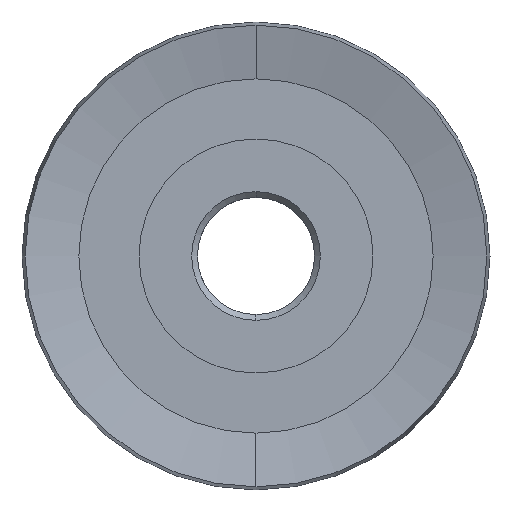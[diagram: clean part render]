
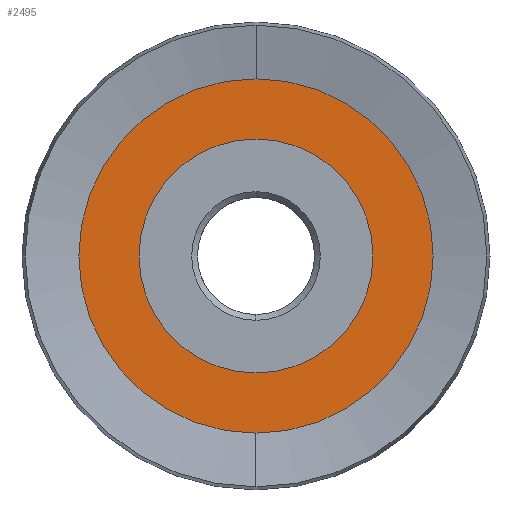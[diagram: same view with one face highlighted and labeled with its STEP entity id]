
A CAD part, left-side view. The second image highlights one B-rep face of the part: STEP entity #2495.
In plain terms, the highlighted planar face has unit normal (-1, 0, 0).
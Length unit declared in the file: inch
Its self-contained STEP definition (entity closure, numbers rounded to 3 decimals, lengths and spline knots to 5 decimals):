
#117 = AXIS2_PLACEMENT_3D ( 'NONE', #3281, #167, #3809 ) ;
#167 = DIRECTION ( 'NONE',  ( -1., 0., 0. ) ) ;
#190 = VERTEX_POINT ( 'NONE', #341 ) ;
#341 = CARTESIAN_POINT ( 'NONE',  ( 0.0325, 0., 0.37858 ) ) ;
#453 = DIRECTION ( 'NONE',  ( 0., 0., 1. ) ) ;
#516 = EDGE_LOOP ( 'NONE', ( #3067, #3366 ) ) ;
#558 = FACE_BOUND ( 'NONE', #6233, .T. ) ;
#827 = AXIS2_PLACEMENT_3D ( 'NONE', #1598, #5253, #2106 ) ;
#1308 = AXIS2_PLACEMENT_3D ( 'NONE', #5445, #2294, #5986 ) ;
#1321 = EDGE_CURVE ( 'NONE', #1576, #4042, #5321, .T. ) ;
#1576 = VERTEX_POINT ( 'NONE', #5837 ) ;
#1598 = CARTESIAN_POINT ( 'NONE',  ( 0.0325, 0., 0. ) ) ;
#1655 = EDGE_CURVE ( 'NONE', #190, #2485, #6669, .T. ) ;
#1690 = AXIS2_PLACEMENT_3D ( 'NONE', #1986, #5672, #2516 ) ;
#1791 = EDGE_CURVE ( 'NONE', #4042, #1576, #3166, .T. ) ;
#1941 = FACE_OUTER_BOUND ( 'NONE', #516, .T. ) ;
#1986 = CARTESIAN_POINT ( 'NONE',  ( 0.0325, 0., 0. ) ) ;
#2106 = DIRECTION ( 'NONE',  ( 0., 0., 1. ) ) ;
#2135 = ORIENTED_EDGE ( 'NONE', *, *, #1321, .F. ) ;
#2294 = DIRECTION ( 'NONE',  ( -1., 0., 0. ) ) ;
#2304 = AXIS2_PLACEMENT_3D ( 'NONE', #3020, #3568, #453 ) ;
#2485 = VERTEX_POINT ( 'NONE', #2520 ) ;
#2495 = ADVANCED_FACE ( 'NONE', ( #558, #1941 ), #6204, .T. ) ;
#2516 = DIRECTION ( 'NONE',  ( 0., 0., 1. ) ) ;
#2520 = CARTESIAN_POINT ( 'NONE',  ( 0.0325, 0., -0.37858 ) ) ;
#3020 = CARTESIAN_POINT ( 'NONE',  ( 0.0325, 0., 0. ) ) ;
#3067 = ORIENTED_EDGE ( 'NONE', *, *, #1655, .T. ) ;
#3166 = CIRCLE ( 'NONE', #827, 0.25 ) ;
#3170 = EDGE_CURVE ( 'NONE', #2485, #190, #5050, .T. ) ;
#3281 = CARTESIAN_POINT ( 'NONE',  ( 0.0325, 0., 0. ) ) ;
#3366 = ORIENTED_EDGE ( 'NONE', *, *, #3170, .T. ) ;
#3568 = DIRECTION ( 'NONE',  ( -1., 0., 0. ) ) ;
#3809 = DIRECTION ( 'NONE',  ( 0., 0., 1. ) ) ;
#4042 = VERTEX_POINT ( 'NONE', #4495 ) ;
#4433 = ORIENTED_EDGE ( 'NONE', *, *, #1791, .F. ) ;
#4495 = CARTESIAN_POINT ( 'NONE',  ( 0.0325, 0., -0.25 ) ) ;
#5050 = CIRCLE ( 'NONE', #1690, 0.37858 ) ;
#5253 = DIRECTION ( 'NONE',  ( -1., 0., 0. ) ) ;
#5321 = CIRCLE ( 'NONE', #1308, 0.25 ) ;
#5445 = CARTESIAN_POINT ( 'NONE',  ( 0.0325, 0., 0. ) ) ;
#5672 = DIRECTION ( 'NONE',  ( -1., 0., 0. ) ) ;
#5837 = CARTESIAN_POINT ( 'NONE',  ( 0.0325, 0., 0.25 ) ) ;
#5986 = DIRECTION ( 'NONE',  ( 0., 0., 1. ) ) ;
#6204 = PLANE ( 'NONE',  #2304 ) ;
#6233 = EDGE_LOOP ( 'NONE', ( #4433, #2135 ) ) ;
#6669 = CIRCLE ( 'NONE', #117, 0.37858 ) ;
